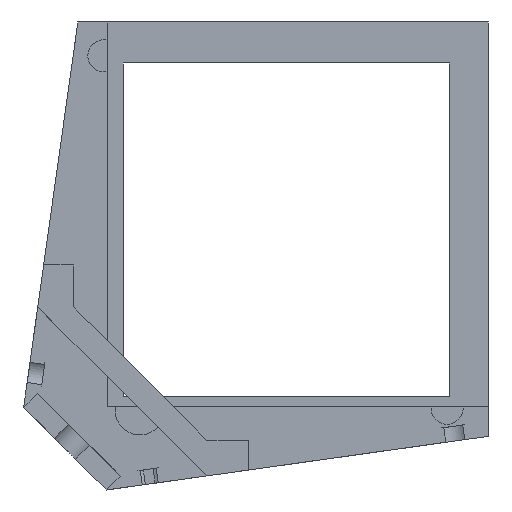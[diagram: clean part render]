
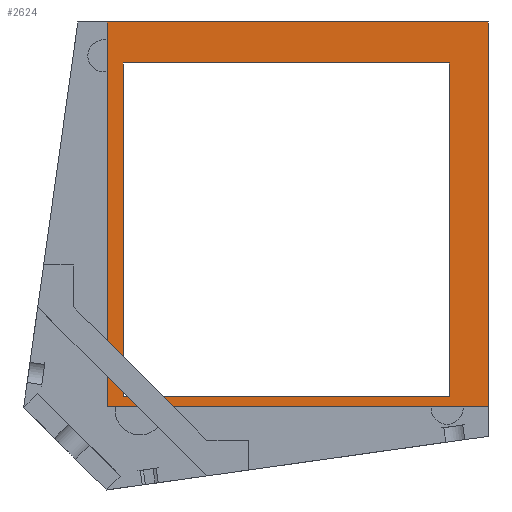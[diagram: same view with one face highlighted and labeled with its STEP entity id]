
A CAD part, front view. The second image highlights one B-rep face of the part: STEP entity #2624.
In plain terms, the highlighted planar face has unit normal (0, -1, 0).
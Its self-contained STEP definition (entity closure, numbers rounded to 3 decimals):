
#459=ORIENTED_EDGE('',*,*,#1110,.F.);
#460=ORIENTED_EDGE('',*,*,#1111,.T.);
#461=ORIENTED_EDGE('',*,*,#1112,.F.);
#462=ORIENTED_EDGE('',*,*,#1079,.F.);
#463=ORIENTED_EDGE('',*,*,#1005,.F.);
#464=ORIENTED_EDGE('',*,*,#997,.F.);
#465=ORIENTED_EDGE('',*,*,#994,.T.);
#466=ORIENTED_EDGE('',*,*,#983,.F.);
#467=ORIENTED_EDGE('',*,*,#1050,.T.);
#468=ORIENTED_EDGE('',*,*,#1113,.F.);
#469=ORIENTED_EDGE('',*,*,#1093,.T.);
#470=ORIENTED_EDGE('',*,*,#1114,.T.);
#471=ORIENTED_EDGE('',*,*,#980,.T.);
#472=ORIENTED_EDGE('',*,*,#978,.F.);
#473=ORIENTED_EDGE('',*,*,#977,.T.);
#474=ORIENTED_EDGE('',*,*,#975,.F.);
#975=EDGE_CURVE('',#1348,#1347,#1591,.T.);
#977=EDGE_CURVE('',#1349,#1347,#1593,.T.);
#978=EDGE_CURVE('',#1349,#1350,#1594,.T.);
#980=EDGE_CURVE('',#1348,#1350,#1596,.T.);
#983=EDGE_CURVE('',#1353,#1354,#1599,.T.);
#994=EDGE_CURVE('',#1360,#1354,#1610,.T.);
#997=EDGE_CURVE('',#1360,#1364,#1613,.T.);
#1005=EDGE_CURVE('',#1364,#1372,#1621,.T.);
#1050=EDGE_CURVE('',#1353,#1394,#1666,.T.);
#1079=EDGE_CURVE('',#1372,#1405,#1693,.T.);
#1093=EDGE_CURVE('',#1416,#1415,#1706,.T.);
#1110=EDGE_CURVE('',#1429,#1430,#1719,.T.);
#1111=EDGE_CURVE('',#1429,#1431,#1720,.T.);
#1112=EDGE_CURVE('',#1405,#1431,#1721,.T.);
#1113=EDGE_CURVE('',#1416,#1394,#1722,.T.);
#1114=EDGE_CURVE('',#1415,#1430,#1723,.T.);
#1347=VERTEX_POINT('',#3768);
#1348=VERTEX_POINT('',#3770);
#1349=VERTEX_POINT('',#3774);
#1350=VERTEX_POINT('',#3778);
#1353=VERTEX_POINT('',#3787);
#1354=VERTEX_POINT('',#3789);
#1360=VERTEX_POINT('',#3802);
#1364=VERTEX_POINT('',#3813);
#1372=VERTEX_POINT('',#3832);
#1394=VERTEX_POINT('',#3915);
#1405=VERTEX_POINT('',#3973);
#1415=VERTEX_POINT('',#4001);
#1416=VERTEX_POINT('',#4003);
#1429=VERTEX_POINT('',#4041);
#1430=VERTEX_POINT('',#4042);
#1431=VERTEX_POINT('',#4044);
#1591=LINE('',#3771,#1941);
#1593=LINE('',#3775,#1943);
#1594=LINE('',#3777,#1944);
#1596=LINE('',#3781,#1946);
#1599=LINE('',#3788,#1949);
#1610=LINE('',#3809,#1960);
#1613=LINE('',#3815,#1963);
#1621=LINE('',#3831,#1971);
#1666=LINE('',#3916,#2016);
#1693=LINE('',#3972,#2043);
#1706=LINE('',#4002,#2056);
#1719=LINE('',#4040,#2069);
#1720=LINE('',#4043,#2070);
#1721=LINE('',#4045,#2071);
#1722=LINE('',#4046,#2072);
#1723=LINE('',#4047,#2073);
#1941=VECTOR('',#3037,1000.);
#1943=VECTOR('',#3041,1000.);
#1944=VECTOR('',#3044,1000.);
#1946=VECTOR('',#3048,1000.);
#1949=VECTOR('',#3053,1000.);
#1960=VECTOR('',#3066,1000.);
#1963=VECTOR('',#3071,1000.);
#1971=VECTOR('',#3081,1000.);
#2016=VECTOR('',#3160,1000.);
#2043=VECTOR('',#3225,1000.);
#2056=VECTOR('',#3250,1000.);
#2069=VECTOR('',#3287,1000.);
#2070=VECTOR('',#3288,1000.);
#2071=VECTOR('',#3289,1000.);
#2072=VECTOR('',#3290,1000.);
#2073=VECTOR('',#3291,1000.);
#2268=EDGE_LOOP('',(#459,#460,#461,#462,#463,#464,#465,#466,#467,#468,#469,
#470));
#2269=EDGE_LOOP('',(#471,#472,#473,#474));
#2395=FACE_BOUND('',#2268,.T.);
#2396=FACE_BOUND('',#2269,.T.);
#2508=PLANE('',#2792);
#2624=ADVANCED_FACE('',(#2395,#2396),#2508,.F.);
#2792=AXIS2_PLACEMENT_3D('',#4039,#3285,#3286);
#3037=DIRECTION('',(-1.,0.,0.));
#3041=DIRECTION('',(0.,0.,1.));
#3044=DIRECTION('',(1.,0.,0.));
#3048=DIRECTION('',(0.,0.,-1.));
#3053=DIRECTION('',(0.,0.,1.));
#3066=DIRECTION('',(1.,0.,0.));
#3071=DIRECTION('',(0.,0.,1.));
#3081=DIRECTION('',(0.139,0.,0.99));
#3160=DIRECTION('',(0.99,0.,0.139));
#3225=DIRECTION('',(1.,0.,0.));
#3250=DIRECTION('',(0.,0.,1.));
#3285=DIRECTION('',(0.,1.,0.));
#3286=DIRECTION('',(0.,0.,1.));
#3287=DIRECTION('',(0.,0.,-1.));
#3288=DIRECTION('',(-1.,0.,0.));
#3289=DIRECTION('',(0.,0.,1.));
#3290=DIRECTION('',(-0.99,0.,-0.139));
#3291=DIRECTION('',(1.,0.,0.));
#3768=CARTESIAN_POINT('',(-56.604,74.5,41.255));
#3770=CARTESIAN_POINT('',(9.586,74.5,41.255));
#3771=CARTESIAN_POINT('',(9.586,74.5,41.255));
#3774=CARTESIAN_POINT('',(-56.604,74.5,-26.495));
#3775=CARTESIAN_POINT('',(-56.604,74.5,40.075));
#3777=CARTESIAN_POINT('',(-56.604,74.5,-26.495));
#3778=CARTESIAN_POINT('',(9.586,74.5,-26.495));
#3781=CARTESIAN_POINT('',(9.586,74.5,40.255));
#3787=CARTESIAN_POINT('',(-59.854,74.5,-40.323));
#3788=CARTESIAN_POINT('',(-59.854,74.5,-88.935));
#3789=CARTESIAN_POINT('',(-59.854,74.5,-28.495));
#3802=CARTESIAN_POINT('',(-71.65,74.5,-28.495));
#3809=CARTESIAN_POINT('',(-81.096,74.5,-28.495));
#3813=CARTESIAN_POINT('',(-71.65,74.5,-27.992));
#3815=CARTESIAN_POINT('',(-71.65,74.5,-27.992));
#3831=CARTESIAN_POINT('',(-71.313,74.5,-25.597));
#3832=CARTESIAN_POINT('',(-62.084,74.5,40.075));
#3915=CARTESIAN_POINT('',(-58.71,74.5,-40.162));
#3916=CARTESIAN_POINT('',(-59.854,74.5,-40.323));
#3972=CARTESIAN_POINT('',(-81.096,74.5,40.075));
#3973=CARTESIAN_POINT('',(-59.854,74.5,40.075));
#4001=CARTESIAN_POINT('',(8.386,74.5,-28.495));
#4002=CARTESIAN_POINT('',(8.386,74.5,-88.935));
#4003=CARTESIAN_POINT('',(8.386,74.5,-30.732));
#4039=CARTESIAN_POINT('',(-81.096,74.5,-24.901));
#4040=CARTESIAN_POINT('',(17.506,74.5,-24.901));
#4041=CARTESIAN_POINT('',(17.506,74.5,49.574));
#4042=CARTESIAN_POINT('',(17.506,74.5,-28.495));
#4043=CARTESIAN_POINT('',(-81.096,74.5,49.574));
#4044=CARTESIAN_POINT('',(-59.854,74.5,49.574));
#4045=CARTESIAN_POINT('',(-59.854,74.5,-88.935));
#4046=CARTESIAN_POINT('',(0.678,74.5,-31.816));
#4047=CARTESIAN_POINT('',(-81.096,74.5,-28.495));
